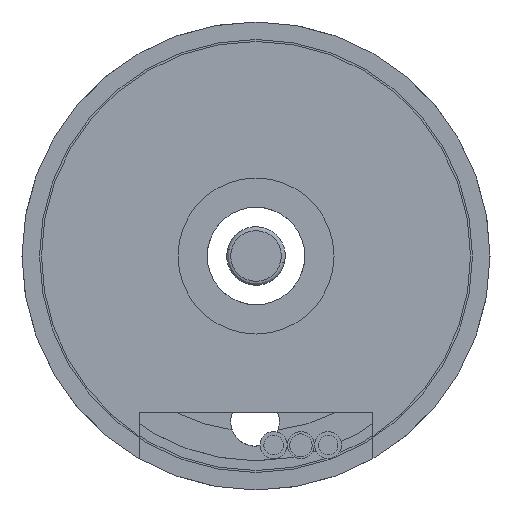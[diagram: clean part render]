
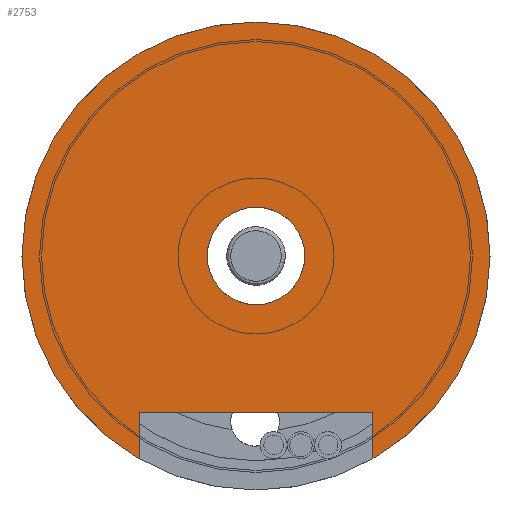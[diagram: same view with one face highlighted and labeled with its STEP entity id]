
A CAD part, front view. The second image highlights one B-rep face of the part: STEP entity #2753.
In plain terms, the highlighted planar face has unit normal (0, -1, 0).
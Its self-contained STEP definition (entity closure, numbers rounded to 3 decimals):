
#57 = CARTESIAN_POINT ( 'NONE',  ( 1.25, 0., 0. ) ) ;
#94 = ORIENTED_EDGE ( 'NONE', *, *, #2787, .T. ) ;
#211 = VECTOR ( 'NONE', #3407, 1000. ) ;
#271 = VERTEX_POINT ( 'NONE', #2155 ) ;
#365 = VERTEX_POINT ( 'NONE', #2714 ) ;
#402 = CARTESIAN_POINT ( 'NONE',  ( 0., 0., 0. ) ) ;
#445 = ORIENTED_EDGE ( 'NONE', *, *, #3297, .F. ) ;
#483 = LINE ( 'NONE', #3658, #534 ) ;
#534 = VECTOR ( 'NONE', #971, 1000. ) ;
#536 = EDGE_LOOP ( 'NONE', ( #1002, #684 ) ) ;
#550 = AXIS2_PLACEMENT_3D ( 'NONE', #57, #2986, #908 ) ;
#572 = FACE_BOUND ( 'NONE', #536, .T. ) ;
#583 = ORIENTED_EDGE ( 'NONE', *, *, #807, .T. ) ;
#604 = DIRECTION ( 'NONE',  ( 0., -1., 0. ) ) ;
#684 = ORIENTED_EDGE ( 'NONE', *, *, #1605, .F. ) ;
#744 = AXIS2_PLACEMENT_3D ( 'NONE', #402, #2477, #3080 ) ;
#787 = CARTESIAN_POINT ( 'NONE',  ( 0., 0., 0. ) ) ;
#807 = EDGE_CURVE ( 'NONE', #1050, #365, #2254, .T. ) ;
#813 = CIRCLE ( 'NONE', #3409, 6. ) ;
#821 = LINE ( 'NONE', #1757, #2395 ) ;
#908 = DIRECTION ( 'NONE',  ( 0., 0., -1. ) ) ;
#962 = VERTEX_POINT ( 'NONE', #2249 ) ;
#968 = EDGE_CURVE ( 'NONE', #2141, #962, #483, .T. ) ;
#971 = DIRECTION ( 'NONE',  ( -1., 0., 0. ) ) ;
#977 = DIRECTION ( 'NONE',  ( 0., -1., 0. ) ) ;
#1002 = ORIENTED_EDGE ( 'NONE', *, *, #2676, .F. ) ;
#1050 = VERTEX_POINT ( 'NONE', #1077 ) ;
#1071 = FACE_OUTER_BOUND ( 'NONE', #1181, .T. ) ;
#1077 = CARTESIAN_POINT ( 'NONE',  ( 0., 0., 6. ) ) ;
#1181 = EDGE_LOOP ( 'NONE', ( #3732, #2579, #583, #94, #445, #3045 ) ) ;
#1247 = CARTESIAN_POINT ( 'NONE',  ( 4., 0., -3. ) ) ;
#1269 = DIRECTION ( 'NONE',  ( 0., 0., -1. ) ) ;
#1372 = DIRECTION ( 'NONE',  ( 0., -1., 0. ) ) ;
#1470 = DIRECTION ( 'NONE',  ( 0., 0., -1. ) ) ;
#1544 = EDGE_CURVE ( 'NONE', #962, #1653, #2652, .T. ) ;
#1581 = CARTESIAN_POINT ( 'NONE',  ( 0., 0., 0. ) ) ;
#1594 = CIRCLE ( 'NONE', #3066, 1.25 ) ;
#1605 = EDGE_CURVE ( 'NONE', #3007, #2013, #1594, .T. ) ;
#1640 = CIRCLE ( 'NONE', #744, 1.25 ) ;
#1653 = VERTEX_POINT ( 'NONE', #1247 ) ;
#1757 = CARTESIAN_POINT ( 'NONE',  ( 8., 0., -3. ) ) ;
#1856 = CIRCLE ( 'NONE', #3402, 6. ) ;
#1945 = DIRECTION ( 'NONE',  ( 0., 0., -1. ) ) ;
#2013 = VERTEX_POINT ( 'NONE', #2660 ) ;
#2141 = VERTEX_POINT ( 'NONE', #2564 ) ;
#2155 = CARTESIAN_POINT ( 'NONE',  ( 5.196, 0., -3. ) ) ;
#2249 = CARTESIAN_POINT ( 'NONE',  ( 4., 0., 3. ) ) ;
#2254 = CIRCLE ( 'NONE', #3070, 6. ) ;
#2369 = DIRECTION ( 'NONE',  ( 0., 0., -1. ) ) ;
#2395 = VECTOR ( 'NONE', #2953, 1000. ) ;
#2477 = DIRECTION ( 'NONE',  ( 0., -1., 0. ) ) ;
#2564 = CARTESIAN_POINT ( 'NONE',  ( 5.196, 0., 3. ) ) ;
#2579 = ORIENTED_EDGE ( 'NONE', *, *, #3251, .T. ) ;
#2652 = LINE ( 'NONE', #2968, #211 ) ;
#2660 = CARTESIAN_POINT ( 'NONE',  ( 0., 0., -1.25 ) ) ;
#2667 = CARTESIAN_POINT ( 'NONE',  ( 0., 0., 0. ) ) ;
#2676 = EDGE_CURVE ( 'NONE', #2013, #3007, #1640, .T. ) ;
#2714 = CARTESIAN_POINT ( 'NONE',  ( 0., 0., -6. ) ) ;
#2753 = ADVANCED_FACE ( 'NONE', ( #1071, #572 ), #3285, .T. ) ;
#2787 = EDGE_CURVE ( 'NONE', #365, #271, #1856, .T. ) ;
#2953 = DIRECTION ( 'NONE',  ( 1., 0., 0. ) ) ;
#2968 = CARTESIAN_POINT ( 'NONE',  ( 4., 0., -3. ) ) ;
#2986 = DIRECTION ( 'NONE',  ( 0., -1., 0. ) ) ;
#3007 = VERTEX_POINT ( 'NONE', #3753 ) ;
#3045 = ORIENTED_EDGE ( 'NONE', *, *, #1544, .F. ) ;
#3066 = AXIS2_PLACEMENT_3D ( 'NONE', #3335, #1372, #1470 ) ;
#3070 = AXIS2_PLACEMENT_3D ( 'NONE', #787, #977, #1945 ) ;
#3080 = DIRECTION ( 'NONE',  ( 0., 0., -1. ) ) ;
#3251 = EDGE_CURVE ( 'NONE', #2141, #1050, #813, .T. ) ;
#3285 = PLANE ( 'NONE',  #550 ) ;
#3297 = EDGE_CURVE ( 'NONE', #1653, #271, #821, .T. ) ;
#3335 = CARTESIAN_POINT ( 'NONE',  ( 0., 0., 0. ) ) ;
#3346 = DIRECTION ( 'NONE',  ( 0., -1., 0. ) ) ;
#3402 = AXIS2_PLACEMENT_3D ( 'NONE', #2667, #604, #2369 ) ;
#3407 = DIRECTION ( 'NONE',  ( 0., 0., -1. ) ) ;
#3409 = AXIS2_PLACEMENT_3D ( 'NONE', #1581, #3346, #1269 ) ;
#3658 = CARTESIAN_POINT ( 'NONE',  ( 8., 0., 3. ) ) ;
#3732 = ORIENTED_EDGE ( 'NONE', *, *, #968, .F. ) ;
#3753 = CARTESIAN_POINT ( 'NONE',  ( 0., 0., 1.25 ) ) ;
